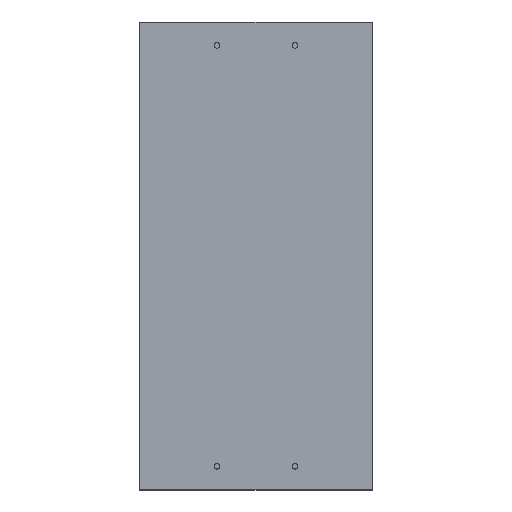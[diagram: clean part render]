
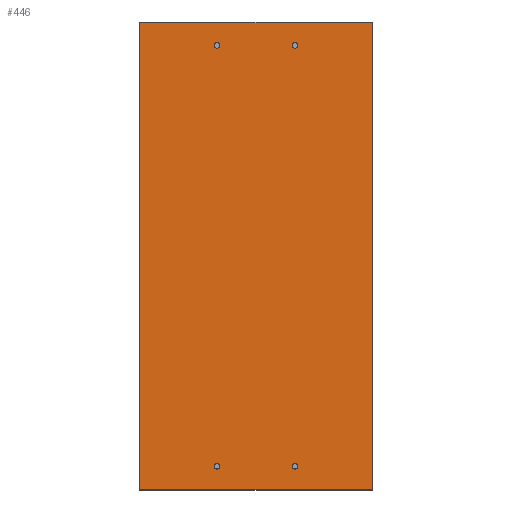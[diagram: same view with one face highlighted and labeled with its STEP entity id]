
A CAD part, top view. The second image highlights one B-rep face of the part: STEP entity #446.
In plain terms, the highlighted planar face has unit normal (0, 0, 1).
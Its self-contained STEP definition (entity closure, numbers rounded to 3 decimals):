
#51 = AXIS2_PLACEMENT_3D ( 'NONE', #1584, #529, #351 ) ;
#71 = ORIENTED_EDGE ( 'NONE', *, *, #1222, .F. ) ;
#82 = CIRCLE ( 'NONE', #219, 2.5 ) ;
#111 = CARTESIAN_POINT ( 'NONE',  ( 104.5, -195.5, 141. ) ) ;
#123 = EDGE_LOOP ( 'NONE', ( #1175, #1346 ) ) ;
#125 = VERTEX_POINT ( 'NONE', #1296 ) ;
#142 = ORIENTED_EDGE ( 'NONE', *, *, #1254, .T. ) ;
#186 = LINE ( 'NONE', #237, #498 ) ;
#189 = FACE_BOUND ( 'NONE', #1219, .T. ) ;
#214 = CIRCLE ( 'NONE', #1896, 2.5 ) ;
#216 = DIRECTION ( 'NONE',  ( 0., 0., 1. ) ) ;
#219 = AXIS2_PLACEMENT_3D ( 'NONE', #811, #452, #1154 ) ;
#237 = CARTESIAN_POINT ( 'NONE',  ( -105., 223.5, 141. ) ) ;
#262 = VERTEX_POINT ( 'NONE', #1128 ) ;
#270 = CARTESIAN_POINT ( 'NONE',  ( -32.5, -175., 141. ) ) ;
#274 = DIRECTION ( 'NONE',  ( -1., 0., 0. ) ) ;
#292 = ORIENTED_EDGE ( 'NONE', *, *, #1553, .F. ) ;
#335 = EDGE_LOOP ( 'NONE', ( #292, #1348 ) ) ;
#345 = EDGE_LOOP ( 'NONE', ( #793, #71 ) ) ;
#351 = DIRECTION ( 'NONE',  ( 1., 0., 0. ) ) ;
#374 = CARTESIAN_POINT ( 'NONE',  ( 35., -175., 141. ) ) ;
#377 = EDGE_CURVE ( 'NONE', #1776, #1365, #778, .T. ) ;
#415 = FACE_BOUND ( 'NONE', #335, .T. ) ;
#422 = DIRECTION ( 'NONE',  ( 0., 0., 1. ) ) ;
#423 = VECTOR ( 'NONE', #2141, 1000. ) ;
#446 = ADVANCED_FACE ( 'NONE', ( #415, #2050, #2297, #189, #2118 ), #1375, .T. ) ;
#452 = DIRECTION ( 'NONE',  ( 0., 0., 1. ) ) ;
#464 = VERTEX_POINT ( 'NONE', #1181 ) ;
#472 = DIRECTION ( 'NONE',  ( 1., 0., 0. ) ) ;
#498 = VECTOR ( 'NONE', #604, 1000. ) ;
#503 = EDGE_CURVE ( 'NONE', #1048, #1908, #1757, .T. ) ;
#506 = AXIS2_PLACEMENT_3D ( 'NONE', #1903, #2264, #2087 ) ;
#529 = DIRECTION ( 'NONE',  ( 0., 0., 1. ) ) ;
#545 = DIRECTION ( 'NONE',  ( 1., 0., 0. ) ) ;
#553 = DIRECTION ( 'NONE',  ( -1., 0., 0. ) ) ;
#555 = CARTESIAN_POINT ( 'NONE',  ( -104.5, -195.5, 141. ) ) ;
#584 = AXIS2_PLACEMENT_3D ( 'NONE', #801, #1366, #667 ) ;
#599 = VERTEX_POINT ( 'NONE', #1133 ) ;
#604 = DIRECTION ( 'NONE',  ( -1., 0., 0. ) ) ;
#667 = DIRECTION ( 'NONE',  ( 1., 0., 0. ) ) ;
#675 = ORIENTED_EDGE ( 'NONE', *, *, #694, .F. ) ;
#694 = EDGE_CURVE ( 'NONE', #262, #464, #1708, .T. ) ;
#715 = AXIS2_PLACEMENT_3D ( 'NONE', #374, #1453, #1444 ) ;
#727 = EDGE_CURVE ( 'NONE', #464, #262, #1298, .T. ) ;
#772 = CIRCLE ( 'NONE', #715, 2.5 ) ;
#778 = LINE ( 'NONE', #999, #1549 ) ;
#793 = ORIENTED_EDGE ( 'NONE', *, *, #2298, .F. ) ;
#801 = CARTESIAN_POINT ( 'NONE',  ( 35., 203., 141. ) ) ;
#811 = CARTESIAN_POINT ( 'NONE',  ( -35., 203., 141. ) ) ;
#967 = CARTESIAN_POINT ( 'NONE',  ( 32.5, -175., 141. ) ) ;
#999 = CARTESIAN_POINT ( 'NONE',  ( -104.5, -196., 141. ) ) ;
#1009 = ORIENTED_EDGE ( 'NONE', *, *, #1063, .T. ) ;
#1048 = VERTEX_POINT ( 'NONE', #270 ) ;
#1059 = ORIENTED_EDGE ( 'NONE', *, *, #2269, .T. ) ;
#1063 = EDGE_CURVE ( 'NONE', #1639, #1776, #186, .T. ) ;
#1082 = EDGE_LOOP ( 'NONE', ( #1965, #142, #1059, #1009 ) ) ;
#1106 = VERTEX_POINT ( 'NONE', #1139 ) ;
#1128 = CARTESIAN_POINT ( 'NONE',  ( 37.5, 203., 141. ) ) ;
#1133 = CARTESIAN_POINT ( 'NONE',  ( -37.5, 203., 141. ) ) ;
#1139 = CARTESIAN_POINT ( 'NONE',  ( 37.5, -175., 141. ) ) ;
#1142 = EDGE_CURVE ( 'NONE', #1908, #1048, #214, .T. ) ;
#1144 = CIRCLE ( 'NONE', #51, 2.5 ) ;
#1154 = DIRECTION ( 'NONE',  ( -1., 0., 0. ) ) ;
#1164 = CARTESIAN_POINT ( 'NONE',  ( 104.5, 223.5, 141. ) ) ;
#1171 = EDGE_CURVE ( 'NONE', #599, #125, #1237, .T. ) ;
#1175 = ORIENTED_EDGE ( 'NONE', *, *, #503, .F. ) ;
#1181 = CARTESIAN_POINT ( 'NONE',  ( 32.5, 203., 141. ) ) ;
#1206 = CARTESIAN_POINT ( 'NONE',  ( -35., -175., 141. ) ) ;
#1219 = EDGE_LOOP ( 'NONE', ( #675, #1863 ) ) ;
#1222 = EDGE_CURVE ( 'NONE', #1971, #1106, #772, .T. ) ;
#1237 = CIRCLE ( 'NONE', #2181, 2.5 ) ;
#1254 = EDGE_CURVE ( 'NONE', #1365, #1737, #1592, .T. ) ;
#1259 = AXIS2_PLACEMENT_3D ( 'NONE', #2065, #1526, #472 ) ;
#1265 = CARTESIAN_POINT ( 'NONE',  ( 105., -195.5, 141. ) ) ;
#1274 = CARTESIAN_POINT ( 'NONE',  ( -35., -175., 141. ) ) ;
#1296 = CARTESIAN_POINT ( 'NONE',  ( -32.5, 203., 141. ) ) ;
#1298 = CIRCLE ( 'NONE', #584, 2.5 ) ;
#1346 = ORIENTED_EDGE ( 'NONE', *, *, #1142, .F. ) ;
#1348 = ORIENTED_EDGE ( 'NONE', *, *, #1171, .F. ) ;
#1365 = VERTEX_POINT ( 'NONE', #555 ) ;
#1366 = DIRECTION ( 'NONE',  ( 0., 0., 1. ) ) ;
#1375 = PLANE ( 'NONE',  #1259 ) ;
#1396 = CARTESIAN_POINT ( 'NONE',  ( -37.5, -175., 141. ) ) ;
#1437 = DIRECTION ( 'NONE',  ( 0., 0., 1. ) ) ;
#1444 = DIRECTION ( 'NONE',  ( 1., 0., 0. ) ) ;
#1453 = DIRECTION ( 'NONE',  ( 0., 0., 1. ) ) ;
#1526 = DIRECTION ( 'NONE',  ( 0., 0., 1. ) ) ;
#1549 = VECTOR ( 'NONE', #1707, 1000. ) ;
#1553 = EDGE_CURVE ( 'NONE', #125, #599, #82, .T. ) ;
#1584 = CARTESIAN_POINT ( 'NONE',  ( 35., -175., 141. ) ) ;
#1589 = CARTESIAN_POINT ( 'NONE',  ( 104.5, 224., 141. ) ) ;
#1592 = LINE ( 'NONE', #1265, #2067 ) ;
#1622 = CARTESIAN_POINT ( 'NONE',  ( -35., 203., 141. ) ) ;
#1639 = VERTEX_POINT ( 'NONE', #1164 ) ;
#1687 = AXIS2_PLACEMENT_3D ( 'NONE', #1206, #422, #274 ) ;
#1707 = DIRECTION ( 'NONE',  ( 0., -1., 0. ) ) ;
#1708 = CIRCLE ( 'NONE', #506, 2.5 ) ;
#1737 = VERTEX_POINT ( 'NONE', #111 ) ;
#1757 = CIRCLE ( 'NONE', #1687, 2.5 ) ;
#1763 = LINE ( 'NONE', #1589, #423 ) ;
#1776 = VERTEX_POINT ( 'NONE', #2071 ) ;
#1805 = DIRECTION ( 'NONE',  ( -1., 0., 0. ) ) ;
#1863 = ORIENTED_EDGE ( 'NONE', *, *, #727, .F. ) ;
#1896 = AXIS2_PLACEMENT_3D ( 'NONE', #1274, #216, #1805 ) ;
#1903 = CARTESIAN_POINT ( 'NONE',  ( 35., 203., 141. ) ) ;
#1908 = VERTEX_POINT ( 'NONE', #1396 ) ;
#1965 = ORIENTED_EDGE ( 'NONE', *, *, #377, .T. ) ;
#1971 = VERTEX_POINT ( 'NONE', #967 ) ;
#2050 = FACE_BOUND ( 'NONE', #345, .T. ) ;
#2065 = CARTESIAN_POINT ( 'NONE',  ( 0., 0., 141. ) ) ;
#2067 = VECTOR ( 'NONE', #545, 1000. ) ;
#2071 = CARTESIAN_POINT ( 'NONE',  ( -104.5, 223.5, 141. ) ) ;
#2087 = DIRECTION ( 'NONE',  ( 1., 0., 0. ) ) ;
#2118 = FACE_OUTER_BOUND ( 'NONE', #1082, .T. ) ;
#2141 = DIRECTION ( 'NONE',  ( 0., 1., 0. ) ) ;
#2181 = AXIS2_PLACEMENT_3D ( 'NONE', #1622, #1437, #553 ) ;
#2264 = DIRECTION ( 'NONE',  ( 0., 0., 1. ) ) ;
#2269 = EDGE_CURVE ( 'NONE', #1737, #1639, #1763, .T. ) ;
#2297 = FACE_BOUND ( 'NONE', #123, .T. ) ;
#2298 = EDGE_CURVE ( 'NONE', #1106, #1971, #1144, .T. ) ;
